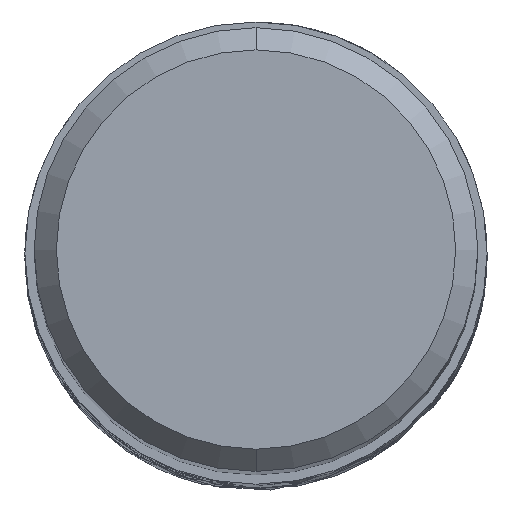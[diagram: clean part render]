
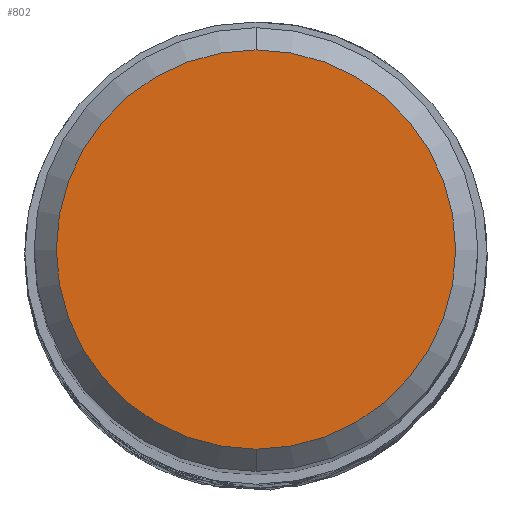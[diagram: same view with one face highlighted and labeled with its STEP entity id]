
A CAD part, top view. The second image highlights one B-rep face of the part: STEP entity #802.
In plain terms, the highlighted planar face has unit normal (0, 0, 1).
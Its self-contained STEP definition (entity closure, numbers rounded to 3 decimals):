
#390=EDGE_CURVE('',#732,#828,#985,.T.);
#554=EDGE_CURVE('',#828,#732,#1167,.T.);
#732=VERTEX_POINT('',#1362);
#802=ADVANCED_FACE('',(#1438),#1439,.T.);
#828=VERTEX_POINT('',#1469);
#985=CIRCLE('',#3246,5.4);
#1167=CIRCLE('',#4039,5.4);
#1362=CARTESIAN_POINT('',(0.0,5.4,0.0));
#1438=FACE_OUTER_BOUND('',#7626,.T.);
#1439=PLANE('',#7627);
#1469=CARTESIAN_POINT('',(0.,-5.4,0.0));
#3246=AXIS2_PLACEMENT_3D('',#9129,#9130,#9131);
#4039=AXIS2_PLACEMENT_3D('',#9340,#9341,#9342);
#7626=EDGE_LOOP('',(#9626,#9627));
#7627=AXIS2_PLACEMENT_3D('',#9628,#9629,#9630);
#9129=CARTESIAN_POINT('',(0.0,0.0,0.0));
#9130=DIRECTION('',(0.0,0.0,-1.0));
#9131=DIRECTION('',(0.0,1.0,0.0));
#9340=CARTESIAN_POINT('',(0.0,0.0,0.0));
#9341=DIRECTION('',(0.0,0.0,-1.0));
#9342=DIRECTION('',(0.0,1.0,0.0));
#9626=ORIENTED_EDGE('',*,*,#390,.F.);
#9627=ORIENTED_EDGE('',*,*,#554,.F.);
#9628=CARTESIAN_POINT('',(0.0,2.7,0.0));
#9629=DIRECTION('',(-0.0,0.0,1.0));
#9630=DIRECTION('',(0.0,-1.0,0.0));
